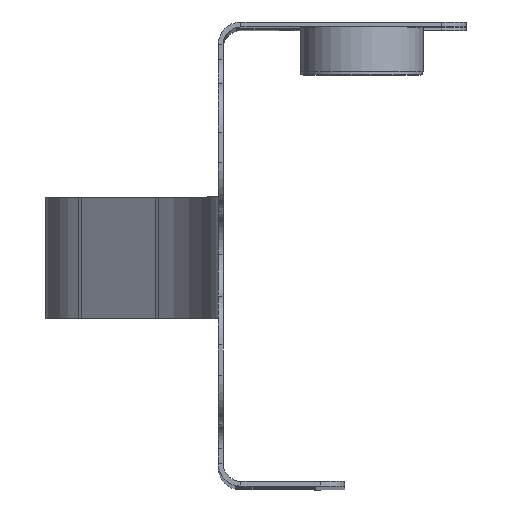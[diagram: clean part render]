
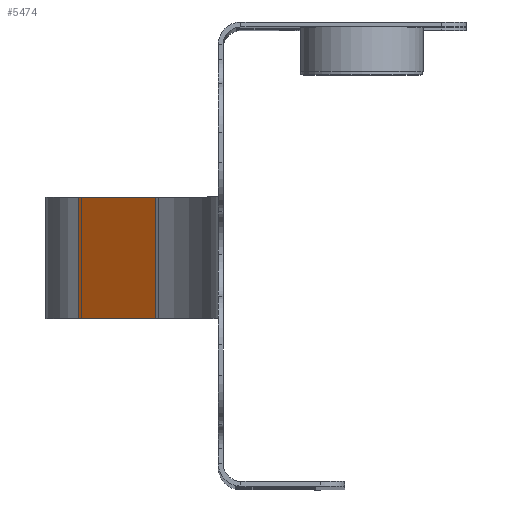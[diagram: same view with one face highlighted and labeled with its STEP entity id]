
A CAD part, top view. The second image highlights one B-rep face of the part: STEP entity #5474.
In plain terms, the highlighted planar face has unit normal (-0.574, 0, 0.819).
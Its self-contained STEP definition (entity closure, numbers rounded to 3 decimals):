
#116 = ORIENTED_EDGE ( 'NONE', *, *, #730, .F. ) ;
#619 = CARTESIAN_POINT ( 'NONE',  ( -0.161, 0., -2.894 ) ) ;
#698 = VERTEX_POINT ( 'NONE', #2667 ) ;
#730 = EDGE_CURVE ( 'NONE', #3875, #3831, #7332, .T. ) ;
#884 = EDGE_LOOP ( 'NONE', ( #5702, #116, #2244, #5350 ) ) ;
#1274 = AXIS2_PLACEMENT_3D ( 'NONE', #619, #2085, #5850 ) ;
#1685 = CARTESIAN_POINT ( 'NONE',  ( -2.762, 2.5, -4.715 ) ) ;
#1976 = LINE ( 'NONE', #9215, #7877 ) ;
#2085 = DIRECTION ( 'NONE',  ( -0.574, 0., 0.819 ) ) ;
#2244 = ORIENTED_EDGE ( 'NONE', *, *, #8147, .F. ) ;
#2418 = LINE ( 'NONE', #7612, #2894 ) ;
#2628 = DIRECTION ( 'NONE',  ( 0., -1., 0. ) ) ;
#2667 = CARTESIAN_POINT ( 'NONE',  ( -5.937, -2.5, -6.938 ) ) ;
#2894 = VECTOR ( 'NONE', #9065, 1000. ) ;
#2903 = LINE ( 'NONE', #9583, #8592 ) ;
#3578 = CARTESIAN_POINT ( 'NONE',  ( -5.937, 2.5, -6.938 ) ) ;
#3831 = VERTEX_POINT ( 'NONE', #7593 ) ;
#3875 = VERTEX_POINT ( 'NONE', #1685 ) ;
#4107 = DIRECTION ( 'NONE',  ( -0.819, 0., -0.574 ) ) ;
#5126 = EDGE_CURVE ( 'NONE', #698, #7923, #2903, .T. ) ;
#5350 = ORIENTED_EDGE ( 'NONE', *, *, #5126, .F. ) ;
#5474 = ADVANCED_FACE ( 'NONE', ( #7765 ), #5826, .T. ) ;
#5526 = CARTESIAN_POINT ( 'NONE',  ( -2.762, 2.5, -4.715 ) ) ;
#5702 = ORIENTED_EDGE ( 'NONE', *, *, #7793, .F. ) ;
#5816 = VECTOR ( 'NONE', #2628, 1000. ) ;
#5826 = PLANE ( 'NONE',  #1274 ) ;
#5850 = DIRECTION ( 'NONE',  ( 0.819, 0., 0.574 ) ) ;
#7332 = LINE ( 'NONE', #5526, #5816 ) ;
#7593 = CARTESIAN_POINT ( 'NONE',  ( -2.762, -2.5, -4.715 ) ) ;
#7612 = CARTESIAN_POINT ( 'NONE',  ( -0.203, 2.5, -2.923 ) ) ;
#7765 = FACE_OUTER_BOUND ( 'NONE', #884, .T. ) ;
#7793 = EDGE_CURVE ( 'NONE', #3831, #698, #1976, .T. ) ;
#7877 = VECTOR ( 'NONE', #4107, 1000. ) ;
#7923 = VERTEX_POINT ( 'NONE', #3578 ) ;
#8085 = DIRECTION ( 'NONE',  ( 0., 1., 0. ) ) ;
#8147 = EDGE_CURVE ( 'NONE', #7923, #3875, #2418, .T. ) ;
#8592 = VECTOR ( 'NONE', #8085, 1000. ) ;
#9065 = DIRECTION ( 'NONE',  ( 0.819, 0., 0.574 ) ) ;
#9215 = CARTESIAN_POINT ( 'NONE',  ( -5.937, -2.5, -6.938 ) ) ;
#9583 = CARTESIAN_POINT ( 'NONE',  ( -5.937, 2.5, -6.938 ) ) ;
